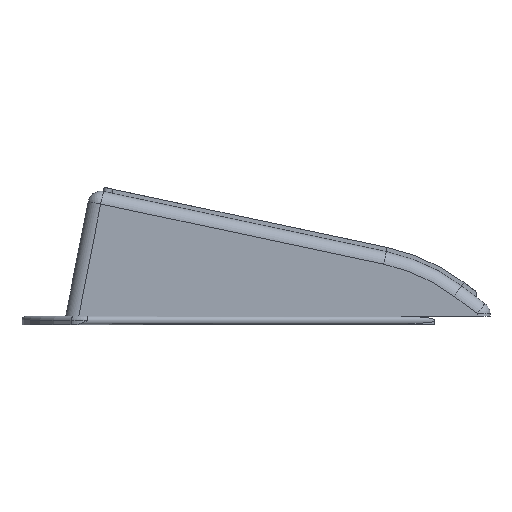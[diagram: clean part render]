
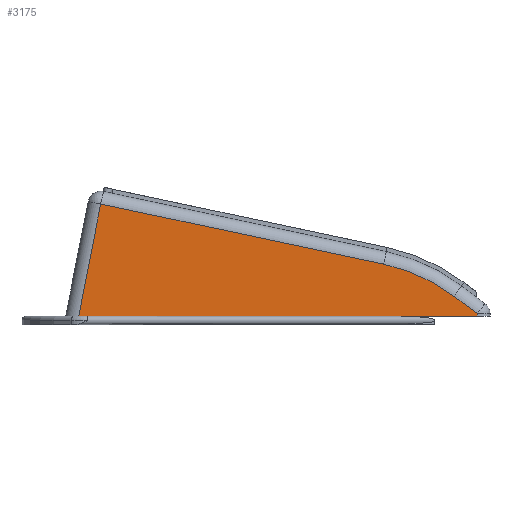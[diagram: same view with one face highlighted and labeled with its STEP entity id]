
A CAD part, left-side view. The second image highlights one B-rep face of the part: STEP entity #3175.
In plain terms, the highlighted planar face has unit normal (-1, 0, 0).
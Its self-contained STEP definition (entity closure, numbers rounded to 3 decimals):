
#84=CIRCLE('',#3357,42.);
#149=PLANE('',#3373);
#418=FACE_OUTER_BOUND('',#626,.T.);
#626=EDGE_LOOP('',(#2835,#2836,#2837,#2838,#2839,#2840));
#841=LINE('',#7979,#1074);
#846=LINE('',#8002,#1079);
#848=LINE('',#8014,#1081);
#850=LINE('',#8018,#1083);
#856=LINE('',#8032,#1089);
#1074=VECTOR('',#3885,10.);
#1079=VECTOR('',#3914,10.);
#1081=VECTOR('',#3928,10.);
#1083=VECTOR('',#3934,10.);
#1089=VECTOR('',#3952,10.);
#1494=VERTEX_POINT('',#7972);
#1496=VERTEX_POINT('',#7977);
#1501=VERTEX_POINT('',#7996);
#1502=VERTEX_POINT('',#7998);
#1503=VERTEX_POINT('',#8004);
#1505=VERTEX_POINT('',#8010);
#1929=EDGE_CURVE('',#1496,#1494,#841,.T.);
#1940=EDGE_CURVE('',#1502,#1501,#84,.T.);
#1941=EDGE_CURVE('',#1494,#1502,#846,.T.);
#1947=EDGE_CURVE('',#1503,#1505,#848,.T.);
#1949=EDGE_CURVE('',#1501,#1503,#850,.T.);
#1956=EDGE_CURVE('',#1505,#1496,#856,.T.);
#2835=ORIENTED_EDGE('',*,*,#1929,.F.);
#2836=ORIENTED_EDGE('',*,*,#1956,.F.);
#2837=ORIENTED_EDGE('',*,*,#1947,.F.);
#2838=ORIENTED_EDGE('',*,*,#1949,.F.);
#2839=ORIENTED_EDGE('',*,*,#1940,.F.);
#2840=ORIENTED_EDGE('',*,*,#1941,.F.);
#3175=ADVANCED_FACE('',(#418),#149,.F.);
#3357=AXIS2_PLACEMENT_3D('',#8000,#3910,#3911);
#3373=AXIS2_PLACEMENT_3D('',#8034,#3954,#3955);
#3885=DIRECTION('',(0.,-0.193,0.981));
#3910=DIRECTION('center_axis',(1.,0.,0.));
#3911=DIRECTION('ref_axis',(0.,-0.415,0.91));
#3914=DIRECTION('',(0.,-0.978,-0.208));
#3928=DIRECTION('',(0.,0.,-1.));
#3934=DIRECTION('',(0.,-0.799,-0.602));
#3952=DIRECTION('',(0.,1.,0.));
#3954=DIRECTION('center_axis',(1.,0.,0.));
#3955=DIRECTION('ref_axis',(0.,1.,0.));
#7972=CARTESIAN_POINT('',(0.,-8.262,26.432));
#7977=CARTESIAN_POINT('',(0.,-3.058,0.));
#7979=CARTESIAN_POINT('',(0.,-5.298,11.38));
#7996=CARTESIAN_POINT('',(0.,-91.49,4.719));
#7998=CARTESIAN_POINT('',(0.,-74.946,12.258));
#8000=CARTESIAN_POINT('Origin',(0.,-66.214,-28.824));
#8002=CARTESIAN_POINT('',(0.,-27.902,22.258));
#8004=CARTESIAN_POINT('',(0.,-97.,0.567));
#8010=CARTESIAN_POINT('',(0.,-97.,0.));
#8014=CARTESIAN_POINT('',(0.,-97.,12.5));
#8018=CARTESIAN_POINT('',(0.,-75.472,16.789));
#8032=CARTESIAN_POINT('',(0.,-100.,0.));
#8034=CARTESIAN_POINT('Origin',(0.,-50.,15.));
